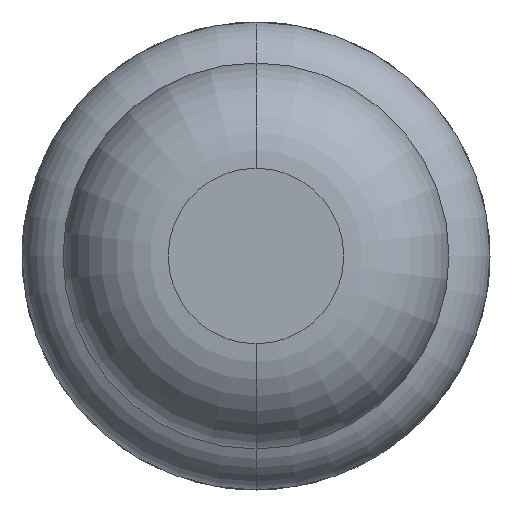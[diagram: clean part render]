
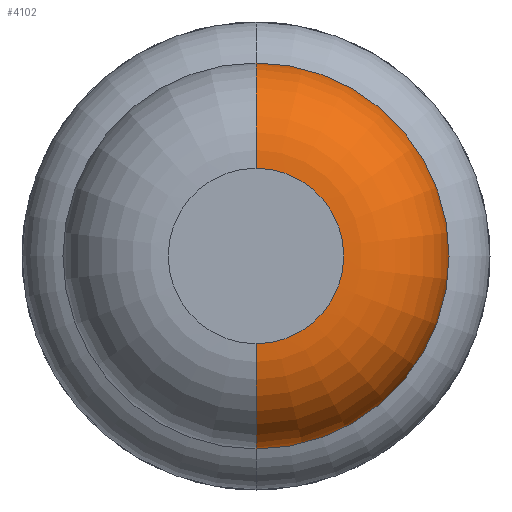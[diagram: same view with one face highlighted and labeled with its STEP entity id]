
A CAD part, front view. The second image highlights one B-rep face of the part: STEP entity #4102.
In plain terms, the highlighted toroidal (fillet/blend) face has major radius 0.375 mm and minor radius 0.45 mm.
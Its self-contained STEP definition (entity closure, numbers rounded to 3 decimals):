
#68 = CARTESIAN_POINT ( 'NONE',  ( 0., -29., 0.375 ) ) ;
#74 = DIRECTION ( 'NONE',  ( 0., 0., -1. ) ) ;
#240 = VERTEX_POINT ( 'NONE', #68 ) ;
#256 = ORIENTED_EDGE ( 'NONE', *, *, #486, .F. ) ;
#358 = VERTEX_POINT ( 'NONE', #3806 ) ;
#486 = EDGE_CURVE ( 'Defeature ausgef�hrt1_8+Defeature ausgef�hrt1_7+Defeature ausgef�hrt1_7+Defeature ausgef�hrt1_7', #358, #2236, #1165, .T. ) ;
#690 = CARTESIAN_POINT ( 'NONE',  ( 0., -28.55, 0. ) ) ;
#817 = DIRECTION ( 'NONE',  ( 0., 1., 0. ) ) ;
#1002 = VERTEX_POINT ( 'NONE', #1489 ) ;
#1065 = DIRECTION ( 'NONE',  ( 0., 1., 0. ) ) ;
#1094 = EDGE_CURVE ( 'Defeature ausgef�hrt1_7+Defeature ausgef�hrt1_6+Defeature ausgef�hrt1_6+Defeature ausgef�hrt1_6', #240, #1002, #3300, .T. ) ;
#1165 = CIRCLE ( 'NONE', #1351, 0.825 ) ;
#1207 = TOROIDAL_SURFACE ( 'NONE', #3599, 0.375, 0.45 ) ;
#1342 = DIRECTION ( 'NONE',  ( 0., 0., 1. ) ) ;
#1351 = AXIS2_PLACEMENT_3D ( 'NONE', #690, #1065, #3596 ) ;
#1455 = ORIENTED_EDGE ( 'NONE', *, *, #1094, .T. ) ;
#1489 = CARTESIAN_POINT ( 'NONE',  ( 0., -29., -0.375 ) ) ;
#1492 = CARTESIAN_POINT ( 'NONE',  ( 0., -28.55, -0.375 ) ) ;
#2012 = ORIENTED_EDGE ( 'NONE', *, *, #2571, .F. ) ;
#2046 = EDGE_CURVE ( 'NONE', #1002, #2236, #4386, .T. ) ;
#2082 = AXIS2_PLACEMENT_3D ( 'NONE', #3831, #4204, #2405 ) ;
#2191 = EDGE_LOOP ( 'NONE', ( #1455, #3252, #256, #2012 ) ) ;
#2236 = VERTEX_POINT ( 'NONE', #4481 ) ;
#2405 = DIRECTION ( 'NONE',  ( 0., 0., 1. ) ) ;
#2571 = EDGE_CURVE ( 'NONE', #240, #358, #4047, .T. ) ;
#2950 = CARTESIAN_POINT ( 'NONE',  ( 0., -29., 0. ) ) ;
#2997 = FACE_OUTER_BOUND ( 'NONE', #2191, .T. ) ;
#3126 = CARTESIAN_POINT ( 'NONE',  ( 0., -28.55, 0. ) ) ;
#3252 = ORIENTED_EDGE ( 'NONE', *, *, #2046, .T. ) ;
#3300 = CIRCLE ( 'NONE', #3402, 0.375 ) ;
#3402 = AXIS2_PLACEMENT_3D ( 'NONE', #2950, #817, #4104 ) ;
#3506 = DIRECTION ( 'NONE',  ( 0., 1., 0. ) ) ;
#3596 = DIRECTION ( 'NONE',  ( 0., 0., 1. ) ) ;
#3599 = AXIS2_PLACEMENT_3D ( 'NONE', #3126, #3506, #1342 ) ;
#3782 = AXIS2_PLACEMENT_3D ( 'NONE', #1492, #4092, #74 ) ;
#3806 = CARTESIAN_POINT ( 'NONE',  ( 0., -28.55, 0.825 ) ) ;
#3831 = CARTESIAN_POINT ( 'NONE',  ( 0., -28.55, 0.375 ) ) ;
#4047 = CIRCLE ( 'NONE', #2082, 0.45 ) ;
#4092 = DIRECTION ( 'NONE',  ( 1., 0., 0. ) ) ;
#4102 = ADVANCED_FACE ( 'Defeature ausgef�hrt1_7', ( #2997 ), #1207, .T. ) ;
#4104 = DIRECTION ( 'NONE',  ( 0., 0., 1. ) ) ;
#4204 = DIRECTION ( 'NONE',  ( -1., 0., 0. ) ) ;
#4386 = CIRCLE ( 'NONE', #3782, 0.45 ) ;
#4481 = CARTESIAN_POINT ( 'NONE',  ( 0., -28.55, -0.825 ) ) ;
